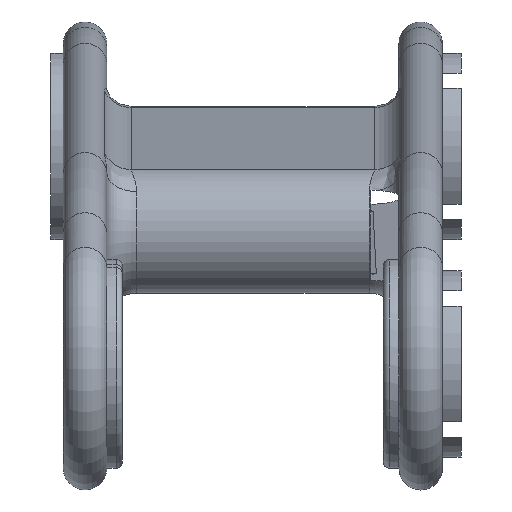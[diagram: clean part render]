
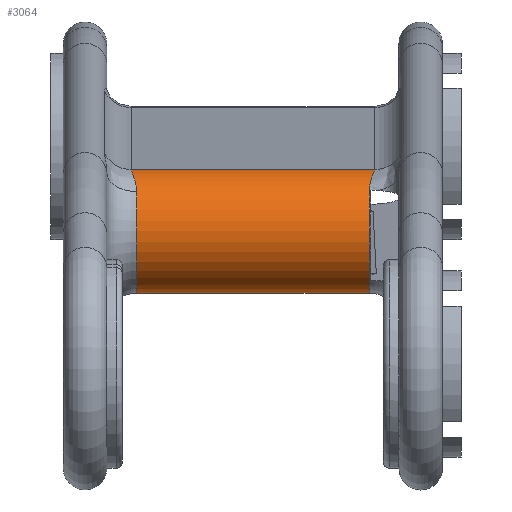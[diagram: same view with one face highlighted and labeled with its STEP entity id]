
A CAD part, front view. The second image highlights one B-rep face of the part: STEP entity #3064.
In plain terms, the highlighted cylindrical face has radius 10 mm (diameter 20 mm), a partial arc.
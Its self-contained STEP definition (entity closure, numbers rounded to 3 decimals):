
#151=CYLINDRICAL_SURFACE('',#3355,10.);
#225=B_SPLINE_CURVE_WITH_KNOTS('',3,(#4880,#4881,#4882,#4883,#4884),
 .UNSPECIFIED.,.F.,.F.,(4,1,4),(-1.071,-0.459,0.),
 .UNSPECIFIED.);
#230=B_SPLINE_CURVE_WITH_KNOTS('',3,(#5281,#5282,#5283,#5284,#5285),
 .UNSPECIFIED.,.F.,.F.,(4,1,4),(10.033,10.492,11.103),
 .UNSPECIFIED.);
#274=CIRCLE('',#3224,10.);
#343=CIRCLE('',#3340,10.);
#553=FACE_OUTER_BOUND('',#732,.T.);
#732=EDGE_LOOP('',(#2423,#2424,#2425,#2426,#2427,#2428));
#1008=LINE('',#5215,#1198);
#1020=LINE('',#5354,#1210);
#1198=VECTOR('',#3981,10.);
#1210=VECTOR('',#4041,10.);
#1320=VERTEX_POINT('',#4877);
#1321=VERTEX_POINT('',#4879);
#1322=VERTEX_POINT('',#4889);
#1420=VERTEX_POINT('',#5213);
#1426=VERTEX_POINT('',#5234);
#1427=VERTEX_POINT('',#5236);
#1630=EDGE_CURVE('',#1320,#1321,#225,.T.);
#1633=EDGE_CURVE('',#1321,#1322,#274,.T.);
#1778=EDGE_CURVE('',#1420,#1320,#1008,.T.);
#1786=EDGE_CURVE('',#1426,#1427,#343,.T.);
#1793=EDGE_CURVE('',#1427,#1420,#230,.T.);
#1811=EDGE_CURVE('',#1426,#1322,#1020,.T.);
#2423=ORIENTED_EDGE('',*,*,#1630,.F.);
#2424=ORIENTED_EDGE('',*,*,#1778,.F.);
#2425=ORIENTED_EDGE('',*,*,#1793,.F.);
#2426=ORIENTED_EDGE('',*,*,#1786,.F.);
#2427=ORIENTED_EDGE('',*,*,#1811,.T.);
#2428=ORIENTED_EDGE('',*,*,#1633,.F.);
#3064=ADVANCED_FACE('',(#553),#151,.T.);
#3224=AXIS2_PLACEMENT_3D('',#4890,#3686,#3687);
#3340=AXIS2_PLACEMENT_3D('',#5237,#3999,#4000);
#3355=AXIS2_PLACEMENT_3D('',#5353,#4039,#4040);
#3686=DIRECTION('center_axis',(1.,0.,0.));
#3687=DIRECTION('ref_axis',(0.,-0.986,-0.164));
#3981=DIRECTION('',(1.,0.,0.));
#3999=DIRECTION('center_axis',(-1.,0.,0.));
#4000=DIRECTION('ref_axis',(0.,-0.986,-0.164));
#4039=DIRECTION('center_axis',(1.,0.,0.));
#4040=DIRECTION('ref_axis',(0.,0.164,-0.986));
#4041=DIRECTION('',(1.,0.,0.));
#4877=CARTESIAN_POINT('',(19.559,-101.39,-3.737));
#4879=CARTESIAN_POINT('',(18.7,-107.49,-7.272));
#4880=CARTESIAN_POINT('Ctrl Pts',(19.559,-101.39,-3.737));
#4881=CARTESIAN_POINT('Ctrl Pts',(19.559,-102.749,-3.964));
#4882=CARTESIAN_POINT('Ctrl Pts',(19.128,-105.029,-4.854));
#4883=CARTESIAN_POINT('Ctrl Pts',(18.7,-106.836,-6.472));
#4884=CARTESIAN_POINT('Ctrl Pts',(18.7,-107.49,-7.272));
#4889=CARTESIAN_POINT('',(18.7,-98.107,-23.466));
#4890=CARTESIAN_POINT('Origin',(18.7,-99.748,-13.602));
#5213=CARTESIAN_POINT('',(-19.559,-101.39,-3.737));
#5215=CARTESIAN_POINT('',(-30.5,-101.39,-3.737));
#5234=CARTESIAN_POINT('',(-18.7,-98.107,-23.466));
#5236=CARTESIAN_POINT('',(-18.7,-107.49,-7.272));
#5237=CARTESIAN_POINT('Origin',(-18.7,-99.748,-13.602));
#5281=CARTESIAN_POINT('Ctrl Pts',(-18.7,-107.49,-7.272));
#5282=CARTESIAN_POINT('Ctrl Pts',(-18.7,-106.836,-6.472));
#5283=CARTESIAN_POINT('Ctrl Pts',(-19.128,-105.029,-4.854));
#5284=CARTESIAN_POINT('Ctrl Pts',(-19.559,-102.749,-3.964));
#5285=CARTESIAN_POINT('Ctrl Pts',(-19.559,-101.39,-3.737));
#5353=CARTESIAN_POINT('Origin',(-30.5,-99.748,-13.602));
#5354=CARTESIAN_POINT('',(-30.5,-98.107,-23.466));
